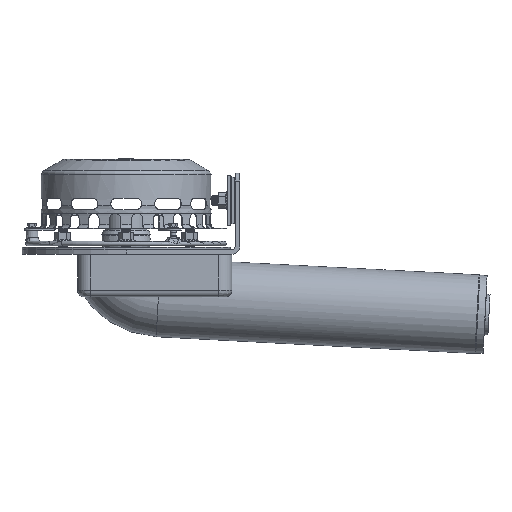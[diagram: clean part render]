
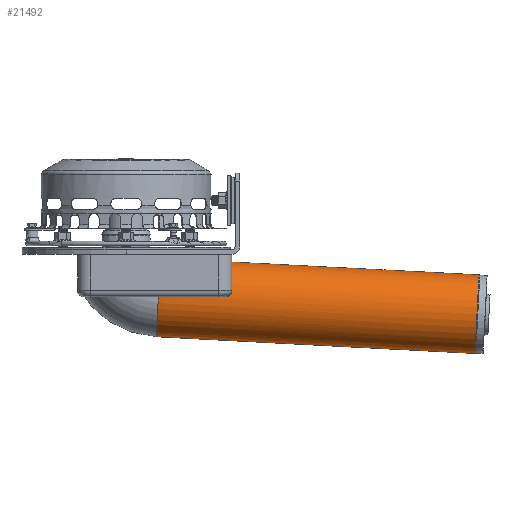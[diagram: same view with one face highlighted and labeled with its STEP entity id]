
A CAD part, front view. The second image highlights one B-rep face of the part: STEP entity #21492.
In plain terms, the highlighted cylindrical face has radius 510 mm (diameter 1020 mm), a full revolution.
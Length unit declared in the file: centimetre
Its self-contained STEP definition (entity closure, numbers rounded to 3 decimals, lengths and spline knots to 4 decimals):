
#131=ELLIPSE('',#23957,974.4735,51.);
#132=ELLIPSE('',#23958,51.07,51.);
#133=ELLIPSE('',#23959,974.4735,51.);
#564=B_SPLINE_CURVE_WITH_KNOTS('',3,(#45510,#45511,#45512,#45513,#45514,
#45515,#45516,#45517,#45518,#45519,#45520,#45521,#45522,#45523,#45524,#45525,
#45526,#45527,#45528,#45529),.UNSPECIFIED.,.F.,.F.,(4,2,2,2,2,2,2,2,2,4),
(0.4412,1.5981,3.1963,4.7944,6.3926,
8.0318,9.671,11.3102,12.9495,13.4084),
 .UNSPECIFIED.);
#565=B_SPLINE_CURVE_WITH_KNOTS('',3,(#45533,#45534,#45535,#45536,#45537,
#45538,#45539,#45540,#45541,#45542,#45543,#45544,#45545,#45546,#45547,#45548,
#45549,#45550,#45551,#45552),.UNSPECIFIED.,.F.,.F.,(4,2,2,2,2,2,2,2,2,4),
(-13.4084,-12.9495,-11.3102,-9.671,
-8.0318,-6.3926,-4.7944,-3.1963,
-1.5981,-0.4412),.UNSPECIFIED.);
#1345=CYLINDRICAL_SURFACE('',#23956,51.);
#2363=LINE('',#45557,#3627);
#3627=VECTOR('',#29738,51.);
#5364=FACE_OUTER_BOUND('',#6800,.T.);
#6800=EDGE_LOOP('',(#18565,#18566,#18567,#18568,#18569,#18570,#18571,#18572,
#18573,#18574,#18575));
#8259=CIRCLE('',#23949,51.);
#8260=CIRCLE('',#23950,51.);
#8265=CIRCLE('',#23960,51.);
#8266=CIRCLE('',#23961,51.);
#10032=VERTEX_POINT('',#45492);
#10033=VERTEX_POINT('',#45493);
#10037=VERTEX_POINT('',#45506);
#10038=VERTEX_POINT('',#45507);
#10039=VERTEX_POINT('',#45509);
#10040=VERTEX_POINT('',#45530);
#10041=VERTEX_POINT('',#45532);
#10042=VERTEX_POINT('',#45553);
#10043=VERTEX_POINT('',#45555);
#12925=EDGE_CURVE('',#10032,#10033,#8259,.T.);
#12926=EDGE_CURVE('',#10033,#10032,#8260,.T.);
#12932=EDGE_CURVE('',#10037,#10038,#131,.T.);
#12933=EDGE_CURVE('',#10038,#10039,#564,.T.);
#12934=EDGE_CURVE('',#10039,#10040,#132,.T.);
#12935=EDGE_CURVE('',#10040,#10041,#565,.T.);
#12936=EDGE_CURVE('',#10041,#10042,#133,.T.);
#12937=EDGE_CURVE('',#10043,#10042,#8265,.T.);
#12938=EDGE_CURVE('',#10043,#10033,#2363,.T.);
#12939=EDGE_CURVE('',#10037,#10043,#8266,.T.);
#18565=ORIENTED_EDGE('',*,*,#12932,.T.);
#18566=ORIENTED_EDGE('',*,*,#12933,.T.);
#18567=ORIENTED_EDGE('',*,*,#12934,.T.);
#18568=ORIENTED_EDGE('',*,*,#12935,.T.);
#18569=ORIENTED_EDGE('',*,*,#12936,.T.);
#18570=ORIENTED_EDGE('',*,*,#12937,.F.);
#18571=ORIENTED_EDGE('',*,*,#12938,.T.);
#18572=ORIENTED_EDGE('',*,*,#12925,.F.);
#18573=ORIENTED_EDGE('',*,*,#12926,.F.);
#18574=ORIENTED_EDGE('',*,*,#12938,.F.);
#18575=ORIENTED_EDGE('',*,*,#12939,.F.);
#21492=ADVANCED_FACE('',(#5364),#1345,.T.);
#23949=AXIS2_PLACEMENT_3D('',#45494,#29713,#29714);
#23950=AXIS2_PLACEMENT_3D('',#45495,#29715,#29716);
#23956=AXIS2_PLACEMENT_3D('',#45505,#29728,#29729);
#23957=AXIS2_PLACEMENT_3D('',#45508,#29730,#29731);
#23958=AXIS2_PLACEMENT_3D('',#45531,#29732,#29733);
#23959=AXIS2_PLACEMENT_3D('',#45554,#29734,#29735);
#23960=AXIS2_PLACEMENT_3D('',#45556,#29736,#29737);
#23961=AXIS2_PLACEMENT_3D('',#45558,#29739,#29740);
#29713=DIRECTION('center_axis',(0.999,0.,
-0.052));
#29714=DIRECTION('ref_axis',(-0.052,0.,-0.999));
#29715=DIRECTION('center_axis',(0.999,0.,
-0.052));
#29716=DIRECTION('ref_axis',(-0.052,0.,-0.999));
#29728=DIRECTION('center_axis',(-0.999,0.,
0.052));
#29729=DIRECTION('ref_axis',(0.052,0.,0.999));
#29730=DIRECTION('center_axis',(0.,0.,
-1.));
#29731=DIRECTION('ref_axis',(-1.,0.,0.));
#29732=DIRECTION('center_axis',(1.,0.,0.));
#29733=DIRECTION('ref_axis',(0.,0.,
-1.));
#29734=DIRECTION('center_axis',(0.,0.,
-1.));
#29735=DIRECTION('ref_axis',(-1.,0.,0.));
#29736=DIRECTION('center_axis',(-0.999,0.,
0.052));
#29737=DIRECTION('ref_axis',(-0.052,0.,
-0.999));
#29738=DIRECTION('',(0.999,0.,-0.052));
#29739=DIRECTION('center_axis',(-0.999,0.,
0.052));
#29740=DIRECTION('ref_axis',(-0.052,0.,
-0.999));
#45492=CARTESIAN_POINT('',(1342.2834,171.035,-18.6927));
#45493=CARTESIAN_POINT('',(1339.6142,120.035,-69.6228));
#45494=CARTESIAN_POINT('Origin',(1342.2834,120.035,-18.6927));
#45495=CARTESIAN_POINT('Origin',(1342.2834,120.035,-18.6927));
#45505=CARTESIAN_POINT('Origin',(1325.31,120.035,-17.8032));
#45506=CARTESIAN_POINT('',(929.4252,171.0294,3.7059));
#45507=CARTESIAN_POINT('',(1016.285,170.7582,3.7059));
#45508=CARTESIAN_POINT('Origin',(914.8925,120.035,3.7059));
#45509=CARTESIAN_POINT('',(1024.785,169.0068,12.2059));
#45510=CARTESIAN_POINT('Ctrl Pts',(1016.285,170.7582,3.7059));
#45511=CARTESIAN_POINT('Ctrl Pts',(1016.6773,170.7561,3.7059));
#45512=CARTESIAN_POINT('Ctrl Pts',(1017.0774,170.751,3.7332));
#45513=CARTESIAN_POINT('Ctrl Pts',(1018.0301,170.7312,3.8682));
#45514=CARTESIAN_POINT('Ctrl Pts',(1018.5825,170.7134,4.0028));
#45515=CARTESIAN_POINT('Ctrl Pts',(1019.648,170.6628,4.379));
#45516=CARTESIAN_POINT('Ctrl Pts',(1020.1618,170.6299,4.621));
#45517=CARTESIAN_POINT('Ctrl Pts',(1021.1179,170.5474,5.1914));
#45518=CARTESIAN_POINT('Ctrl Pts',(1021.5602,170.4976,5.5199));
#45519=CARTESIAN_POINT('Ctrl Pts',(1022.3595,170.381,6.2355));
#45520=CARTESIAN_POINT('Ctrl Pts',(1022.7415,170.3099,6.6485));
#45521=CARTESIAN_POINT('Ctrl Pts',(1023.4211,170.1405,7.5533));
#45522=CARTESIAN_POINT('Ctrl Pts',(1023.7188,170.0422,8.045));
#45523=CARTESIAN_POINT('Ctrl Pts',(1024.2072,169.8195,9.0733));
#45524=CARTESIAN_POINT('Ctrl Pts',(1024.3983,169.695,9.6108));
#45525=CARTESIAN_POINT('Ctrl Pts',(1024.6676,169.4261,10.6919));
#45526=CARTESIAN_POINT('Ctrl Pts',(1024.7458,169.2817,11.2357));
#45527=CARTESIAN_POINT('Ctrl Pts',(1024.781,169.0926,11.9081));
#45528=CARTESIAN_POINT('Ctrl Pts',(1024.785,169.0502,12.0565));
#45529=CARTESIAN_POINT('Ctrl Pts',(1024.785,169.0068,12.2059));
#45530=CARTESIAN_POINT('',(1024.785,71.0633,12.2059));
#45531=CARTESIAN_POINT('Origin',(1024.785,120.035,-2.0534));
#45532=CARTESIAN_POINT('',(1016.285,69.3119,3.7059));
#45533=CARTESIAN_POINT('Ctrl Pts',(1024.785,71.0633,12.2059));
#45534=CARTESIAN_POINT('Ctrl Pts',(1024.785,71.0199,12.0565));
#45535=CARTESIAN_POINT('Ctrl Pts',(1024.781,70.9775,11.9081));
#45536=CARTESIAN_POINT('Ctrl Pts',(1024.7458,70.7883,11.2357));
#45537=CARTESIAN_POINT('Ctrl Pts',(1024.6676,70.644,10.6919));
#45538=CARTESIAN_POINT('Ctrl Pts',(1024.3983,70.3751,9.6108));
#45539=CARTESIAN_POINT('Ctrl Pts',(1024.2072,70.2505,9.0733));
#45540=CARTESIAN_POINT('Ctrl Pts',(1023.7188,70.0279,8.045));
#45541=CARTESIAN_POINT('Ctrl Pts',(1023.4211,69.9296,7.5533));
#45542=CARTESIAN_POINT('Ctrl Pts',(1022.7415,69.7602,6.6485));
#45543=CARTESIAN_POINT('Ctrl Pts',(1022.3595,69.6891,6.2355));
#45544=CARTESIAN_POINT('Ctrl Pts',(1021.5602,69.5725,5.5199));
#45545=CARTESIAN_POINT('Ctrl Pts',(1021.1179,69.5227,5.1914));
#45546=CARTESIAN_POINT('Ctrl Pts',(1020.1618,69.4402,4.621));
#45547=CARTESIAN_POINT('Ctrl Pts',(1019.648,69.4073,4.379));
#45548=CARTESIAN_POINT('Ctrl Pts',(1018.5825,69.3567,4.0028));
#45549=CARTESIAN_POINT('Ctrl Pts',(1018.0301,69.3389,3.8682));
#45550=CARTESIAN_POINT('Ctrl Pts',(1017.0774,69.319,3.7332));
#45551=CARTESIAN_POINT('Ctrl Pts',(1016.6773,69.314,3.7059));
#45552=CARTESIAN_POINT('Ctrl Pts',(1016.285,69.3119,3.7059));
#45553=CARTESIAN_POINT('',(929.4252,69.0407,3.7059));
#45554=CARTESIAN_POINT('Origin',(914.8925,120.035,3.7059));
#45555=CARTESIAN_POINT('',(926.7163,120.035,-47.9838));
#45556=CARTESIAN_POINT('Origin',(929.3854,120.035,2.9463));
#45557=CARTESIAN_POINT('',(1322.6409,120.035,-68.7333));
#45558=CARTESIAN_POINT('Origin',(929.3854,120.035,2.9463));
